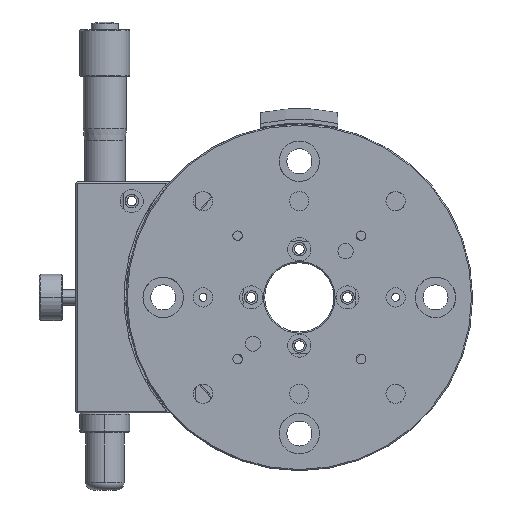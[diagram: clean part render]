
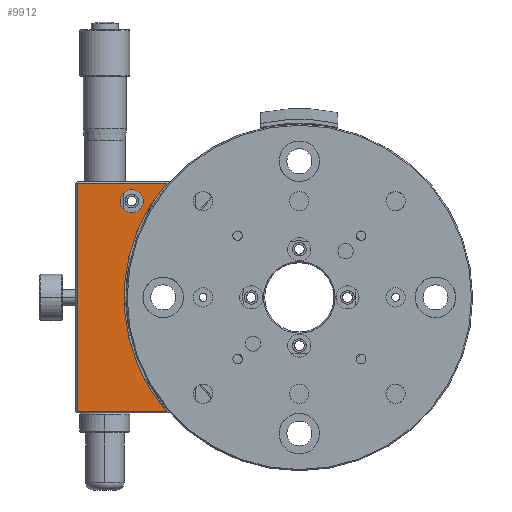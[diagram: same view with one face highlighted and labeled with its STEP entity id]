
A CAD part, front view. The second image highlights one B-rep face of the part: STEP entity #9912.
In plain terms, the highlighted planar face has unit normal (0, -1, 0).
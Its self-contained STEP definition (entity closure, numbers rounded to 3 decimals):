
#168 = CARTESIAN_POINT ( 'NONE',  ( -51.717, -15.772, 60.3 ) ) ;
#182 = ORIENTED_EDGE ( 'NONE', *, *, #4019, .F. ) ;
#198 = ORIENTED_EDGE ( 'NONE', *, *, #8264, .T. ) ;
#493 = VERTEX_POINT ( 'NONE', #168 ) ;
#779 = VERTEX_POINT ( 'NONE', #4552 ) ;
#911 = DIRECTION ( 'NONE',  ( 0., 0., -1. ) ) ;
#999 = DIRECTION ( 'NONE',  ( 0., -1., 0. ) ) ;
#1353 = CIRCLE ( 'NONE', #8156, 3. ) ;
#1772 = VERTEX_POINT ( 'NONE', #3996 ) ;
#1806 = CIRCLE ( 'NONE', #2401, 3. ) ;
#1817 = CARTESIAN_POINT ( 'NONE',  ( -60.748, -15.772, 115. ) ) ;
#1946 = LINE ( 'NONE', #2679, #4660 ) ;
#1963 = EDGE_CURVE ( 'NONE', #1772, #9826, #1806, .T. ) ;
#2323 = VERTEX_POINT ( 'NONE', #10352 ) ;
#2401 = AXIS2_PLACEMENT_3D ( 'NONE', #9355, #999, #2945 ) ;
#2617 = DIRECTION ( 'NONE',  ( -1., 0., 0. ) ) ;
#2679 = CARTESIAN_POINT ( 'NONE',  ( -74.948, -15.772, 120. ) ) ;
#2741 = CARTESIAN_POINT ( 'NONE',  ( -17.248, -15.772, 90. ) ) ;
#2945 = DIRECTION ( 'NONE',  ( 0., 0., -1. ) ) ;
#2981 = LINE ( 'NONE', #11226, #3235 ) ;
#3031 = VERTEX_POINT ( 'NONE', #7858 ) ;
#3235 = VECTOR ( 'NONE', #5595, 1000. ) ;
#3426 = ORIENTED_EDGE ( 'NONE', *, *, #1963, .F. ) ;
#3531 = PLANE ( 'NONE',  #3998 ) ;
#3996 = CARTESIAN_POINT ( 'NONE',  ( -60.748, -15.772, 118. ) ) ;
#3998 = AXIS2_PLACEMENT_3D ( 'NONE', #2741, #7249, #6459 ) ;
#4017 = EDGE_CURVE ( 'NONE', #3031, #779, #5525, .T. ) ;
#4019 = EDGE_CURVE ( 'NONE', #9826, #1772, #1353, .T. ) ;
#4380 = EDGE_CURVE ( 'NONE', #493, #3031, #11271, .T. ) ;
#4552 = CARTESIAN_POINT ( 'NONE',  ( -74.948, -15.772, 119.7 ) ) ;
#4660 = VECTOR ( 'NONE', #4688, 1000. ) ;
#4688 = DIRECTION ( 'NONE',  ( 0., 0., -1. ) ) ;
#5347 = CARTESIAN_POINT ( 'NONE',  ( -75.248, -15.772, 119.7 ) ) ;
#5525 = LINE ( 'NONE', #5347, #11865 ) ;
#5595 = DIRECTION ( 'NONE',  ( 1., 0., 0. ) ) ;
#6267 = DIRECTION ( 'NONE',  ( 0., -1., 0. ) ) ;
#6280 = FACE_OUTER_BOUND ( 'NONE', #11902, .T. ) ;
#6459 = DIRECTION ( 'NONE',  ( 0., 0., 1. ) ) ;
#6460 = CARTESIAN_POINT ( 'NONE',  ( -17.248, -15.772, 90. ) ) ;
#7249 = DIRECTION ( 'NONE',  ( 0., 1., 0. ) ) ;
#7700 = ORIENTED_EDGE ( 'NONE', *, *, #4017, .T. ) ;
#7720 = EDGE_CURVE ( 'NONE', #2323, #493, #2981, .T. ) ;
#7840 = ORIENTED_EDGE ( 'NONE', *, *, #4380, .T. ) ;
#7858 = CARTESIAN_POINT ( 'NONE',  ( -51.717, -15.772, 119.7 ) ) ;
#8110 = CARTESIAN_POINT ( 'NONE',  ( -60.748, -15.772, 112. ) ) ;
#8156 = AXIS2_PLACEMENT_3D ( 'NONE', #1817, #6267, #11884 ) ;
#8264 = EDGE_CURVE ( 'NONE', #779, #2323, #1946, .T. ) ;
#9123 = AXIS2_PLACEMENT_3D ( 'NONE', #6460, #10192, #911 ) ;
#9355 = CARTESIAN_POINT ( 'NONE',  ( -60.748, -15.772, 115. ) ) ;
#9826 = VERTEX_POINT ( 'NONE', #8110 ) ;
#9912 = ADVANCED_FACE ( 'NONE', ( #10071, #6280 ), #3531, .F. ) ;
#10071 = FACE_BOUND ( 'NONE', #11146, .T. ) ;
#10192 = DIRECTION ( 'NONE',  ( 0., 1., 0. ) ) ;
#10352 = CARTESIAN_POINT ( 'NONE',  ( -74.948, -15.772, 60.3 ) ) ;
#10547 = ORIENTED_EDGE ( 'NONE', *, *, #7720, .T. ) ;
#11146 = EDGE_LOOP ( 'NONE', ( #182, #3426 ) ) ;
#11226 = CARTESIAN_POINT ( 'NONE',  ( -75.248, -15.772, 60.3 ) ) ;
#11271 = CIRCLE ( 'NONE', #9123, 45.5 ) ;
#11865 = VECTOR ( 'NONE', #2617, 1000. ) ;
#11884 = DIRECTION ( 'NONE',  ( 0., 0., -1. ) ) ;
#11902 = EDGE_LOOP ( 'NONE', ( #7840, #7700, #198, #10547 ) ) ;
